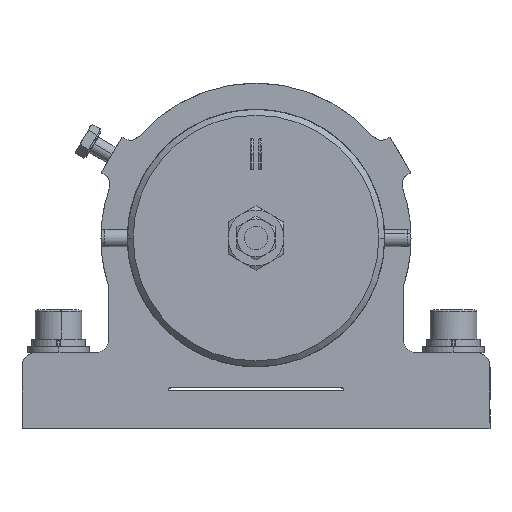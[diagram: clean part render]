
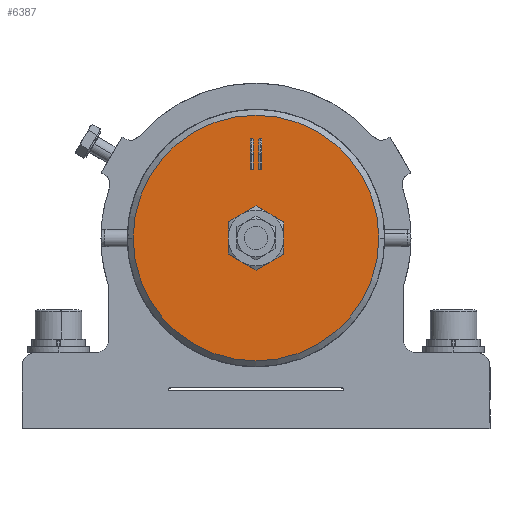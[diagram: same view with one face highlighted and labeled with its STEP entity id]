
A CAD part, top view. The second image highlights one B-rep face of the part: STEP entity #6387.
In plain terms, the highlighted planar face has unit normal (0, 0, 1).
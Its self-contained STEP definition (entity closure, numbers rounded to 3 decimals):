
#1729 = AXIS2_PLACEMENT_3D ( 'NONE', #28753, #33801, #55715 ) ;
#2505 = DIRECTION ( 'NONE',  ( 0., 0., -1. ) ) ;
#3048 = CARTESIAN_POINT ( 'NONE',  ( -9.5, -5.485, 140.4 ) ) ;
#3186 = VERTEX_POINT ( 'NONE', #30042 ) ;
#5997 = EDGE_CURVE ( 'NONE', #46230, #3186, #42263, .T. ) ;
#6036 = ORIENTED_EDGE ( 'NONE', *, *, #19673, .F. ) ;
#6387 = ADVANCED_FACE ( 'NONE', ( #67502, #57096, #52412, #18291 ), #56403, .F. ) ;
#7506 = VECTOR ( 'NONE', #68170, 1000. ) ;
#7714 = CARTESIAN_POINT ( 'NONE',  ( -42., 0., 140.4 ) ) ;
#7856 = AXIS2_PLACEMENT_3D ( 'NONE', #43220, #64753, #11587 ) ;
#8655 = VERTEX_POINT ( 'NONE', #19449 ) ;
#9321 = CIRCLE ( 'NONE', #12773, 42. ) ;
#10126 = EDGE_CURVE ( 'NONE', #63008, #15014, #31157, .T. ) ;
#10623 = DIRECTION ( 'NONE',  ( 0., 0., 1. ) ) ;
#11153 = VECTOR ( 'NONE', #55994, 1000. ) ;
#11356 = ORIENTED_EDGE ( 'NONE', *, *, #19734, .F. ) ;
#11587 = DIRECTION ( 'NONE',  ( -1., 0., 0. ) ) ;
#11642 = CARTESIAN_POINT ( 'NONE',  ( 0., -10.97, 140.4 ) ) ;
#12773 = AXIS2_PLACEMENT_3D ( 'NONE', #66058, #16865, #32342 ) ;
#13635 = DIRECTION ( 'NONE',  ( -1., 0., 0. ) ) ;
#13981 = DIRECTION ( 'NONE',  ( 0., 0., 1. ) ) ;
#15014 = VERTEX_POINT ( 'NONE', #3048 ) ;
#16111 = CIRCLE ( 'NONE', #50533, 0.5 ) ;
#16138 = ORIENTED_EDGE ( 'NONE', *, *, #35538, .F. ) ;
#16865 = DIRECTION ( 'NONE',  ( 0., 0., 1. ) ) ;
#17748 = CIRCLE ( 'NONE', #1729, 0.5 ) ;
#17958 = VERTEX_POINT ( 'NONE', #53407 ) ;
#18291 = FACE_BOUND ( 'NONE', #27384, .T. ) ;
#18856 = CARTESIAN_POINT ( 'NONE',  ( 1., 33.5, 140.4 ) ) ;
#19186 = EDGE_CURVE ( 'NONE', #21505, #23144, #52171, .T. ) ;
#19449 = CARTESIAN_POINT ( 'NONE',  ( 9.5, -5.485, 140.4 ) ) ;
#19673 = EDGE_CURVE ( 'NONE', #8655, #23356, #20421, .T. ) ;
#19734 = EDGE_CURVE ( 'NONE', #27059, #17958, #17748, .T. ) ;
#20421 = LINE ( 'NONE', #48826, #48751 ) ;
#20443 = CIRCLE ( 'NONE', #7856, 0.5 ) ;
#21009 = ORIENTED_EDGE ( 'NONE', *, *, #56145, .F. ) ;
#21505 = VERTEX_POINT ( 'NONE', #7714 ) ;
#22224 = CARTESIAN_POINT ( 'NONE',  ( 9.5, 5.485, 140.4 ) ) ;
#22272 = EDGE_LOOP ( 'NONE', ( #11356, #21009 ) ) ;
#22494 = CARTESIAN_POINT ( 'NONE',  ( 0., 10.97, 140.4 ) ) ;
#22612 = ORIENTED_EDGE ( 'NONE', *, *, #10126, .F. ) ;
#23144 = VERTEX_POINT ( 'NONE', #47148 ) ;
#23356 = VERTEX_POINT ( 'NONE', #25933 ) ;
#23589 = EDGE_LOOP ( 'NONE', ( #39676, #59448 ) ) ;
#24388 = DIRECTION ( 'NONE',  ( 0., 1., 0. ) ) ;
#25062 = CARTESIAN_POINT ( 'NONE',  ( -1., 33.5, 140.4 ) ) ;
#25085 = AXIS2_PLACEMENT_3D ( 'NONE', #51712, #2505, #24388 ) ;
#25170 = VERTEX_POINT ( 'NONE', #43789 ) ;
#25757 = EDGE_CURVE ( 'NONE', #23356, #26662, #39448, .T. ) ;
#25933 = CARTESIAN_POINT ( 'NONE',  ( 9.5, 5.485, 140.4 ) ) ;
#26662 = VERTEX_POINT ( 'NONE', #22494 ) ;
#27059 = VERTEX_POINT ( 'NONE', #18856 ) ;
#27384 = EDGE_LOOP ( 'NONE', ( #46542, #6036, #61220, #48355, #22612, #37939 ) ) ;
#28753 = CARTESIAN_POINT ( 'NONE',  ( 1.5, 33.5, 140.4 ) ) ;
#29878 = LINE ( 'NONE', #46752, #54086 ) ;
#30042 = CARTESIAN_POINT ( 'NONE',  ( -2., 33.5, 140.4 ) ) ;
#31157 = LINE ( 'NONE', #62792, #7506 ) ;
#32036 = EDGE_CURVE ( 'NONE', #15014, #25170, #48582, .T. ) ;
#32342 = DIRECTION ( 'NONE',  ( -1., 0., 0. ) ) ;
#32693 = AXIS2_PLACEMENT_3D ( 'NONE', #56763, #13981, #13635 ) ;
#32722 = DIRECTION ( 'NONE',  ( -1., 0., 0. ) ) ;
#33563 = DIRECTION ( 'NONE',  ( 0.866, 0.5, 0. ) ) ;
#33801 = DIRECTION ( 'NONE',  ( 0., 0., 1. ) ) ;
#34132 = CARTESIAN_POINT ( 'NONE',  ( -1.5, 33.5, 140.4 ) ) ;
#35538 = EDGE_CURVE ( 'NONE', #3186, #46230, #20443, .T. ) ;
#37939 = ORIENTED_EDGE ( 'NONE', *, *, #45596, .F. ) ;
#38825 = EDGE_CURVE ( 'NONE', #25170, #8655, #60852, .T. ) ;
#39214 = ORIENTED_EDGE ( 'NONE', *, *, #5997, .F. ) ;
#39448 = LINE ( 'NONE', #22224, #11153 ) ;
#39676 = ORIENTED_EDGE ( 'NONE', *, *, #19186, .T. ) ;
#42263 = CIRCLE ( 'NONE', #51465, 0.5 ) ;
#42956 = DIRECTION ( 'NONE',  ( -1., 0., 0. ) ) ;
#43069 = DIRECTION ( 'NONE',  ( 0., 1., 0. ) ) ;
#43220 = CARTESIAN_POINT ( 'NONE',  ( -1.5, 33.5, 140.4 ) ) ;
#43789 = CARTESIAN_POINT ( 'NONE',  ( 0., -10.97, 140.4 ) ) ;
#45596 = EDGE_CURVE ( 'NONE', #26662, #63008, #29878, .T. ) ;
#45712 = VECTOR ( 'NONE', #53981, 1000. ) ;
#46230 = VERTEX_POINT ( 'NONE', #25062 ) ;
#46542 = ORIENTED_EDGE ( 'NONE', *, *, #25757, .F. ) ;
#46752 = CARTESIAN_POINT ( 'NONE',  ( 0., 10.97, 140.4 ) ) ;
#47148 = CARTESIAN_POINT ( 'NONE',  ( 42., 0., 140.4 ) ) ;
#48355 = ORIENTED_EDGE ( 'NONE', *, *, #32036, .F. ) ;
#48582 = LINE ( 'NONE', #70112, #45712 ) ;
#48751 = VECTOR ( 'NONE', #43069, 1000. ) ;
#48826 = CARTESIAN_POINT ( 'NONE',  ( 9.5, -5.485, 140.4 ) ) ;
#50384 = VECTOR ( 'NONE', #33563, 1000. ) ;
#50533 = AXIS2_PLACEMENT_3D ( 'NONE', #59475, #10623, #42956 ) ;
#51465 = AXIS2_PLACEMENT_3D ( 'NONE', #34132, #61073, #32722 ) ;
#51712 = CARTESIAN_POINT ( 'NONE',  ( 0., 33.5, 140.4 ) ) ;
#52171 = CIRCLE ( 'NONE', #32693, 42. ) ;
#52412 = FACE_BOUND ( 'NONE', #56433, .T. ) ;
#53407 = CARTESIAN_POINT ( 'NONE',  ( 2., 33.5, 140.4 ) ) ;
#53981 = DIRECTION ( 'NONE',  ( 0.866, -0.5, 0. ) ) ;
#54086 = VECTOR ( 'NONE', #61860, 1000. ) ;
#55715 = DIRECTION ( 'NONE',  ( -1., 0., 0. ) ) ;
#55739 = CARTESIAN_POINT ( 'NONE',  ( -9.5, 5.485, 140.4 ) ) ;
#55994 = DIRECTION ( 'NONE',  ( -0.866, 0.5, 0. ) ) ;
#56145 = EDGE_CURVE ( 'NONE', #17958, #27059, #16111, .T. ) ;
#56403 = PLANE ( 'NONE',  #25085 ) ;
#56433 = EDGE_LOOP ( 'NONE', ( #16138, #39214 ) ) ;
#56763 = CARTESIAN_POINT ( 'NONE',  ( 0., 0., 140.4 ) ) ;
#57096 = FACE_BOUND ( 'NONE', #22272, .T. ) ;
#58852 = EDGE_CURVE ( 'NONE', #23144, #21505, #9321, .T. ) ;
#59448 = ORIENTED_EDGE ( 'NONE', *, *, #58852, .T. ) ;
#59475 = CARTESIAN_POINT ( 'NONE',  ( 1.5, 33.5, 140.4 ) ) ;
#60852 = LINE ( 'NONE', #11642, #50384 ) ;
#61073 = DIRECTION ( 'NONE',  ( 0., 0., 1. ) ) ;
#61220 = ORIENTED_EDGE ( 'NONE', *, *, #38825, .F. ) ;
#61860 = DIRECTION ( 'NONE',  ( -0.866, -0.5, 0. ) ) ;
#62792 = CARTESIAN_POINT ( 'NONE',  ( -9.5, 5.485, 140.4 ) ) ;
#63008 = VERTEX_POINT ( 'NONE', #55739 ) ;
#64753 = DIRECTION ( 'NONE',  ( 0., 0., 1. ) ) ;
#66058 = CARTESIAN_POINT ( 'NONE',  ( 0., 0., 140.4 ) ) ;
#67502 = FACE_OUTER_BOUND ( 'NONE', #23589, .T. ) ;
#68170 = DIRECTION ( 'NONE',  ( 0., -1., 0. ) ) ;
#70112 = CARTESIAN_POINT ( 'NONE',  ( -9.5, -5.485, 140.4 ) ) ;
